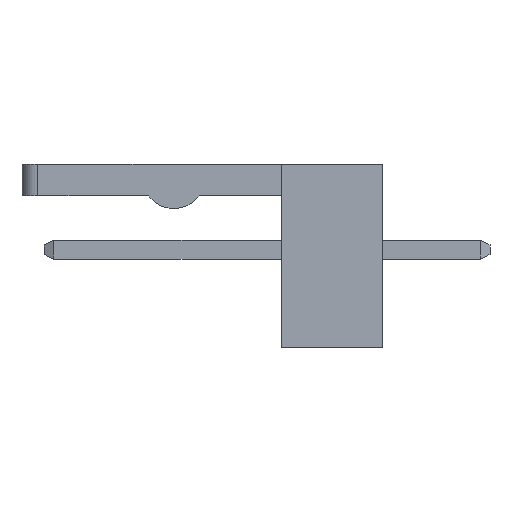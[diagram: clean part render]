
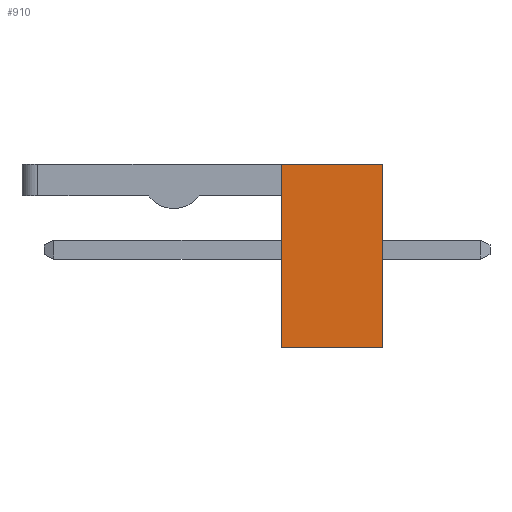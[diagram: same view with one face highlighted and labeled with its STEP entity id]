
A CAD part, left-side view. The second image highlights one B-rep face of the part: STEP entity #910.
In plain terms, the highlighted planar face has unit normal (-1, 0, 0).
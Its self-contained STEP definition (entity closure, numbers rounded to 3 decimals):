
#42 = CARTESIAN_POINT ( 'NONE',  ( -5.08, 3.2, 0. ) ) ;
#68 = VECTOR ( 'NONE', #2224, 1000. ) ;
#163 = LINE ( 'NONE', #1645, #1370 ) ;
#332 = EDGE_CURVE ( 'NONE', #2784, #2240, #1255, .T. ) ;
#694 = CARTESIAN_POINT ( 'NONE',  ( -5.08, 6.6, -0.4 ) ) ;
#749 = DIRECTION ( 'NONE',  ( 0., 1., 0. ) ) ;
#910 = ADVANCED_FACE ( 'NONE', ( #2422 ), #1099, .T. ) ;
#1038 = VECTOR ( 'NONE', #2252, 1000. ) ;
#1099 = PLANE ( 'NONE',  #2090 ) ;
#1125 = LINE ( 'NONE', #1801, #2330 ) ;
#1127 = EDGE_CURVE ( 'NONE', #2240, #1332, #1125, .T. ) ;
#1173 = EDGE_LOOP ( 'NONE', ( #2324, #1824, #1980, #2614 ) ) ;
#1255 = LINE ( 'NONE', #2657, #1038 ) ;
#1326 = DIRECTION ( 'NONE',  ( 0., 0., 1. ) ) ;
#1332 = VERTEX_POINT ( 'NONE', #1517 ) ;
#1370 = VECTOR ( 'NONE', #1424, 1000. ) ;
#1424 = DIRECTION ( 'NONE',  ( 0., 0., 1. ) ) ;
#1468 = VERTEX_POINT ( 'NONE', #42 ) ;
#1491 = EDGE_CURVE ( 'NONE', #1468, #2784, #1862, .T. ) ;
#1517 = CARTESIAN_POINT ( 'NONE',  ( -5.08, 3.2, -5.8 ) ) ;
#1645 = CARTESIAN_POINT ( 'NONE',  ( -5.08, 3.2, -1. ) ) ;
#1801 = CARTESIAN_POINT ( 'NONE',  ( -5.08, 3.2, -5.8 ) ) ;
#1824 = ORIENTED_EDGE ( 'NONE', *, *, #2160, .F. ) ;
#1862 = LINE ( 'NONE', #2206, #68 ) ;
#1910 = CARTESIAN_POINT ( 'NONE',  ( -5.08, 0., -5.8 ) ) ;
#1922 = CARTESIAN_POINT ( 'NONE',  ( -5.08, 0., 0. ) ) ;
#1980 = ORIENTED_EDGE ( 'NONE', *, *, #1127, .F. ) ;
#2090 = AXIS2_PLACEMENT_3D ( 'NONE', #694, #2461, #1326 ) ;
#2160 = EDGE_CURVE ( 'NONE', #1332, #1468, #163, .T. ) ;
#2206 = CARTESIAN_POINT ( 'NONE',  ( -5.08, 0., 0. ) ) ;
#2224 = DIRECTION ( 'NONE',  ( 0., -1., 0. ) ) ;
#2240 = VERTEX_POINT ( 'NONE', #1910 ) ;
#2252 = DIRECTION ( 'NONE',  ( 0., 0., -1. ) ) ;
#2324 = ORIENTED_EDGE ( 'NONE', *, *, #1491, .F. ) ;
#2330 = VECTOR ( 'NONE', #749, 1000. ) ;
#2422 = FACE_OUTER_BOUND ( 'NONE', #1173, .T. ) ;
#2461 = DIRECTION ( 'NONE',  ( -1., 0., 0. ) ) ;
#2614 = ORIENTED_EDGE ( 'NONE', *, *, #332, .F. ) ;
#2657 = CARTESIAN_POINT ( 'NONE',  ( -5.08, 0., -5.8 ) ) ;
#2784 = VERTEX_POINT ( 'NONE', #1922 ) ;
